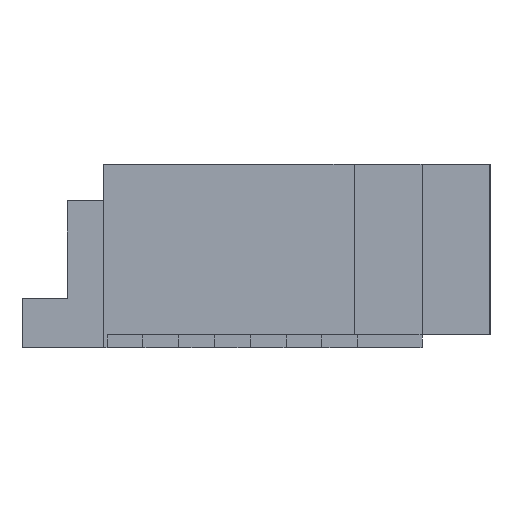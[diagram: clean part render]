
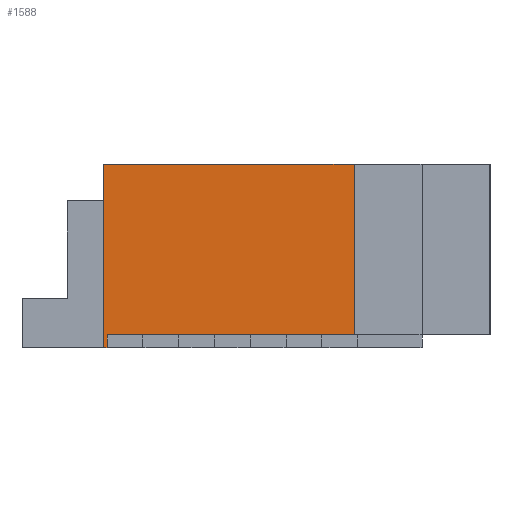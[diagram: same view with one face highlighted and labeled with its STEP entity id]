
A CAD part, left-side view. The second image highlights one B-rep face of the part: STEP entity #1588.
In plain terms, the highlighted planar face has unit normal (-1, 0, 0).
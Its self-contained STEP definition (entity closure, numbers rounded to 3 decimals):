
#40 = VERTEX_POINT('',#41);
#41 = CARTESIAN_POINT('',(-11.435,0.8,2.56));
#47 = EDGE_CURVE('',#48,#40,#50,.T.);
#48 = VERTEX_POINT('',#49);
#49 = CARTESIAN_POINT('',(-11.435,0.8,0.));
#50 = LINE('',#51,#52);
#51 = CARTESIAN_POINT('',(-11.435,0.8,0.));
#52 = VECTOR('',#53,1.);
#53 = DIRECTION('',(0.,0.,1.));
#626 = VERTEX_POINT('',#627);
#627 = CARTESIAN_POINT('',(-11.435,0.75,0.));
#633 = EDGE_CURVE('',#48,#626,#634,.T.);
#634 = LINE('',#635,#636);
#635 = CARTESIAN_POINT('',(-11.435,0.8,0.));
#636 = VECTOR('',#637,1.);
#637 = DIRECTION('',(0.,-1.,0.));
#1588 = ADVANCED_FACE('',(#1589),#1623,.F.);
#1589 = FACE_BOUND('',#1590,.F.);
#1590 = EDGE_LOOP('',(#1591,#1592,#1593,#1601,#1609,#1617));
#1591 = ORIENTED_EDGE('',*,*,#633,.F.);
#1592 = ORIENTED_EDGE('',*,*,#47,.T.);
#1593 = ORIENTED_EDGE('',*,*,#1594,.T.);
#1594 = EDGE_CURVE('',#40,#1595,#1597,.T.);
#1595 = VERTEX_POINT('',#1596);
#1596 = CARTESIAN_POINT('',(-11.435,-2.7,2.56));
#1597 = LINE('',#1598,#1599);
#1598 = CARTESIAN_POINT('',(-11.435,0.8,2.56));
#1599 = VECTOR('',#1600,1.);
#1600 = DIRECTION('',(0.,-1.,0.));
#1601 = ORIENTED_EDGE('',*,*,#1602,.F.);
#1602 = EDGE_CURVE('',#1603,#1595,#1605,.T.);
#1603 = VERTEX_POINT('',#1604);
#1604 = CARTESIAN_POINT('',(-11.435,-2.7,0.18));
#1605 = LINE('',#1606,#1607);
#1606 = CARTESIAN_POINT('',(-11.435,-2.7,0.));
#1607 = VECTOR('',#1608,1.);
#1608 = DIRECTION('',(0.,0.,1.));
#1609 = ORIENTED_EDGE('',*,*,#1610,.F.);
#1610 = EDGE_CURVE('',#1611,#1603,#1613,.T.);
#1611 = VERTEX_POINT('',#1612);
#1612 = CARTESIAN_POINT('',(-11.435,0.75,0.18));
#1613 = LINE('',#1614,#1615);
#1614 = CARTESIAN_POINT('',(-11.435,-0.1,0.18));
#1615 = VECTOR('',#1616,1.);
#1616 = DIRECTION('',(0.,-1.,0.));
#1617 = ORIENTED_EDGE('',*,*,#1618,.T.);
#1618 = EDGE_CURVE('',#1611,#626,#1619,.T.);
#1619 = LINE('',#1620,#1621);
#1620 = CARTESIAN_POINT('',(-11.435,0.75,0.));
#1621 = VECTOR('',#1622,1.);
#1622 = DIRECTION('',(-0.,0.,-1.));
#1623 = PLANE('',#1624);
#1624 = AXIS2_PLACEMENT_3D('',#1625,#1626,#1627);
#1625 = CARTESIAN_POINT('',(-11.435,0.8,0.));
#1626 = DIRECTION('',(1.,0.,0.));
#1627 = DIRECTION('',(0.,-1.,0.));
